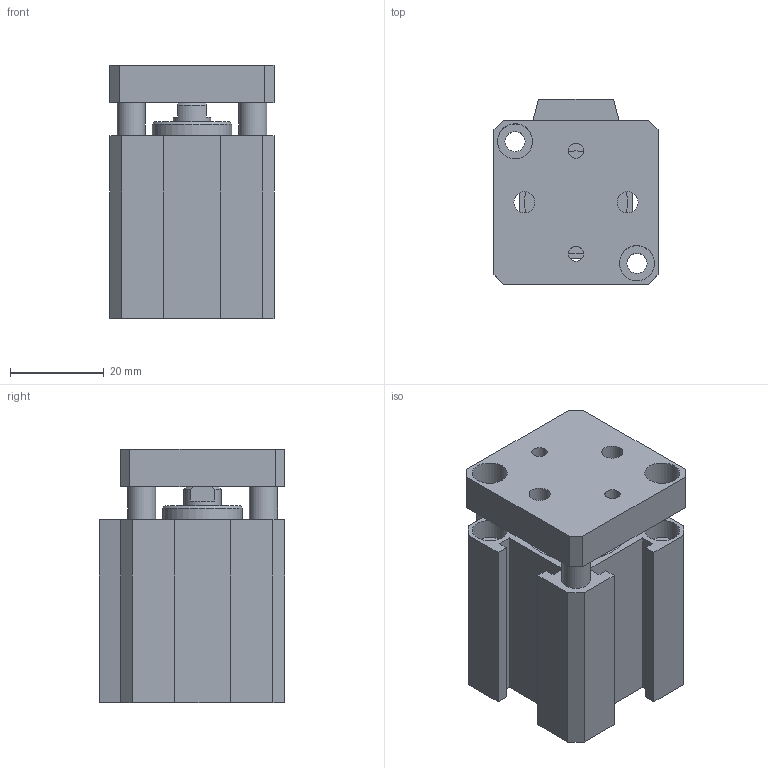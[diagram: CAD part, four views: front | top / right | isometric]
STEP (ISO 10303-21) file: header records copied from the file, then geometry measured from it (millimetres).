
FILE_DESCRIPTION(/* description */ ('PROFILO X COMPATTO Ø20'),/* implementation_level */ '2;1');
FILE_NAME(/* name */ '1511_20_0005_AR.stp',/* time_stamp */ '2016-08-24T10:58:23+02:00',/* author */ ('Maniean1'),/* organization */ (''),/* preprocessor_version */ 'ST-DEVELOPER v15.2',/* originating_system */ 'Autodesk Inventor 2014',/* authorisation */ '');
FILE_SCHEMA (('AUTOMOTIVE_DESIGN { 1 0 10303 214 3 1 1 }'));
Length unit declared in the file: millimetre
Products named in the file (3): C_1511_20_0005_AR; S_1501_20_0005_AR; 1511_20_0005_AR
Bounding box: 35 x 39.5 x 54 mm (x, y, z)
Volume: 45451.7 mm3; surface area: 22439.4 mm2
Topology: 2 solids, 2 shells, 111 faces, 255 edges, 170 vertices
Faces by surface type: plane 74, cylinder 32, cone 5
Full cylindrical faces by diameter (mm): 3.242 x2, 4.3 x4, 4.5 x2, 6 x4, 7.5 x10, 8 x2, 8.566 x2, 17 x2, 20 x2, 22 x2
Entity records: 3031 total; most frequent: DIRECTION 516, CARTESIAN_POINT 506, ORIENTED_EDGE 432, EDGE_CURVE 216, EDGE_LOOP 188, AXIS2_PLACEMENT_3D 188, VERTEX_POINT 166, LINE 140
